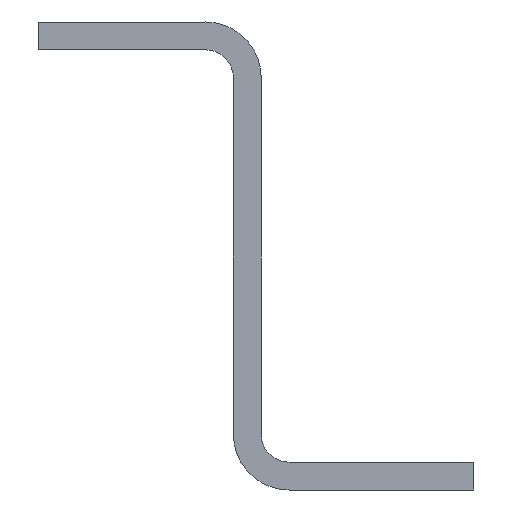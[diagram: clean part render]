
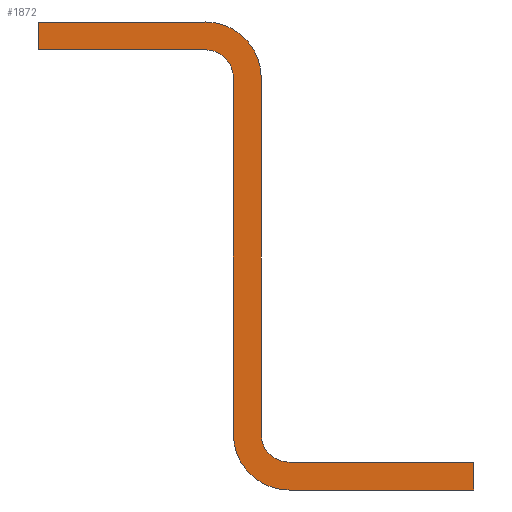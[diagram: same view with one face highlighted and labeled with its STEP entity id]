
A CAD part, left-side view. The second image highlights one B-rep face of the part: STEP entity #1872.
In plain terms, the highlighted planar face has unit normal (-1, 0, 0).
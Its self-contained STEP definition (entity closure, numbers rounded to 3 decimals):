
#1460=CARTESIAN_POINT('',(-10.0,19.5,7.999));
#1461=VERTEX_POINT('',#1460);
#1462=CARTESIAN_POINT('',(-10.,19.5,59.201));
#1463=VERTEX_POINT('',#1462);
#1464=CARTESIAN_POINT('',(-10.,19.5,7.999));
#1465=DIRECTION('',(0.0,0.0,1.0));
#1466=VECTOR('',#1465,51.201);
#1467=LINE('',#1464,#1466);
#1468=EDGE_CURVE('',#1461,#1463,#1467,.T.);
#1500=CARTESIAN_POINT('',(-10.,23.501,63.201));
#1501=VERTEX_POINT('',#1500);
#1502=CARTESIAN_POINT('',(-10.,23.5,59.201));
#1503=DIRECTION('',(-1.0,0.,0.));
#1504=DIRECTION('',(0.,-0.707,0.707));
#1505=AXIS2_PLACEMENT_3D('',#1502,#1503,#1504);
#1506=CIRCLE('',#1505,4.);
#1507=EDGE_CURVE('',#1463,#1501,#1506,.T.);
#1533=CARTESIAN_POINT('',(-10.,47.5,63.201));
#1534=VERTEX_POINT('',#1533);
#1535=CARTESIAN_POINT('',(-10.,23.501,63.201));
#1536=DIRECTION('',(0.0,1.0,0.0));
#1537=VECTOR('',#1536,23.999);
#1538=LINE('',#1535,#1537);
#1539=EDGE_CURVE('',#1501,#1534,#1538,.T.);
#1568=CARTESIAN_POINT('',(-10.,47.5,67.2));
#1569=VERTEX_POINT('',#1568);
#1570=CARTESIAN_POINT('',(-10.,47.5,63.201));
#1571=DIRECTION('',(0.0,0.0,1.0));
#1572=VECTOR('',#1571,3.999);
#1573=LINE('',#1570,#1572);
#1574=EDGE_CURVE('',#1534,#1569,#1573,.T.);
#1599=CARTESIAN_POINT('',(-10.,23.5,67.2));
#1600=VERTEX_POINT('',#1599);
#1601=CARTESIAN_POINT('',(-10.,47.5,67.2));
#1602=DIRECTION('',(0.0,-1.0,0.));
#1603=VECTOR('',#1602,24.);
#1604=LINE('',#1601,#1603);
#1605=EDGE_CURVE('',#1569,#1600,#1604,.T.);
#1634=CARTESIAN_POINT('',(-10.,15.5,59.2));
#1635=VERTEX_POINT('',#1634);
#1636=CARTESIAN_POINT('',(-10.,23.5,59.2));
#1637=DIRECTION('',(1.0,0.,0.));
#1638=DIRECTION('',(0.,-0.707,0.707));
#1639=AXIS2_PLACEMENT_3D('',#1636,#1637,#1638);
#1640=CIRCLE('',#1639,8.);
#1641=EDGE_CURVE('',#1600,#1635,#1640,.T.);
#1667=CARTESIAN_POINT('',(-10.0,15.5,8.));
#1668=VERTEX_POINT('',#1667);
#1669=CARTESIAN_POINT('',(-10.,15.5,59.2));
#1670=DIRECTION('',(0.,0.,-1.0));
#1671=VECTOR('',#1670,51.2);
#1672=LINE('',#1669,#1671);
#1673=EDGE_CURVE('',#1635,#1668,#1672,.T.);
#1698=CARTESIAN_POINT('',(-10.0,11.499,4.));
#1699=VERTEX_POINT('',#1698);
#1700=CARTESIAN_POINT('',(-10.0,11.499,8.001));
#1701=DIRECTION('',(-1.0,0.,0.));
#1702=DIRECTION('',(0.,0.707,-0.707));
#1703=AXIS2_PLACEMENT_3D('',#1700,#1701,#1702);
#1704=CIRCLE('',#1703,4.001);
#1705=EDGE_CURVE('',#1668,#1699,#1704,.T.);
#1731=CARTESIAN_POINT('',(-10.0,-15.,4.));
#1732=VERTEX_POINT('',#1731);
#1733=CARTESIAN_POINT('',(-10.0,11.499,4.));
#1734=DIRECTION('',(0.0,-1.0,0.0));
#1735=VECTOR('',#1734,26.499);
#1736=LINE('',#1733,#1735);
#1737=EDGE_CURVE('',#1699,#1732,#1736,.T.);
#1767=CARTESIAN_POINT('',(-10.0,-15.,0.0));
#1768=VERTEX_POINT('',#1767);
#1769=CARTESIAN_POINT('',(-10.0,-15.,4.));
#1770=DIRECTION('',(0.0,0.0,-1.0));
#1771=VECTOR('',#1770,4.);
#1772=LINE('',#1769,#1771);
#1773=EDGE_CURVE('',#1732,#1768,#1772,.T.);
#1798=CARTESIAN_POINT('',(-10.0,11.5,0.0));
#1799=VERTEX_POINT('',#1798);
#1800=CARTESIAN_POINT('',(-10.0,-15.,0.0));
#1801=DIRECTION('',(0.0,1.0,0.0));
#1802=VECTOR('',#1801,26.5);
#1803=LINE('',#1800,#1802);
#1804=EDGE_CURVE('',#1768,#1799,#1803,.T.);
#1834=CARTESIAN_POINT('',(-10.0,11.5,8.));
#1835=DIRECTION('',(1.0,0.,0.));
#1836=DIRECTION('',(0.,0.707,-0.707));
#1837=AXIS2_PLACEMENT_3D('',#1834,#1835,#1836);
#1838=CIRCLE('',#1837,8.);
#1839=EDGE_CURVE('',#1799,#1461,#1838,.T.);
#1853=CARTESIAN_POINT('',(-10.0,16.832,32.966));
#1854=DIRECTION('',(-1.0,0.0,0.0));
#1855=DIRECTION('',(0.0,0.0,1.0));
#1856=AXIS2_PLACEMENT_3D('',#1853,#1854,#1855);
#1857=PLANE('',#1856);
#1858=ORIENTED_EDGE('',*,*,#1468,.F.);
#1859=ORIENTED_EDGE('',*,*,#1839,.F.);
#1860=ORIENTED_EDGE('',*,*,#1804,.F.);
#1861=ORIENTED_EDGE('',*,*,#1773,.F.);
#1862=ORIENTED_EDGE('',*,*,#1737,.F.);
#1863=ORIENTED_EDGE('',*,*,#1705,.F.);
#1864=ORIENTED_EDGE('',*,*,#1673,.F.);
#1865=ORIENTED_EDGE('',*,*,#1641,.F.);
#1866=ORIENTED_EDGE('',*,*,#1605,.F.);
#1867=ORIENTED_EDGE('',*,*,#1574,.F.);
#1868=ORIENTED_EDGE('',*,*,#1539,.F.);
#1869=ORIENTED_EDGE('',*,*,#1507,.F.);
#1870=EDGE_LOOP('',(#1858,#1859,#1860,#1861,#1862,#1863,#1864,#1865,#1866,#1867,#1868,#1869));
#1871=FACE_OUTER_BOUND('',#1870,.T.);
#1872=ADVANCED_FACE('',(#1871),#1857,.T.);
